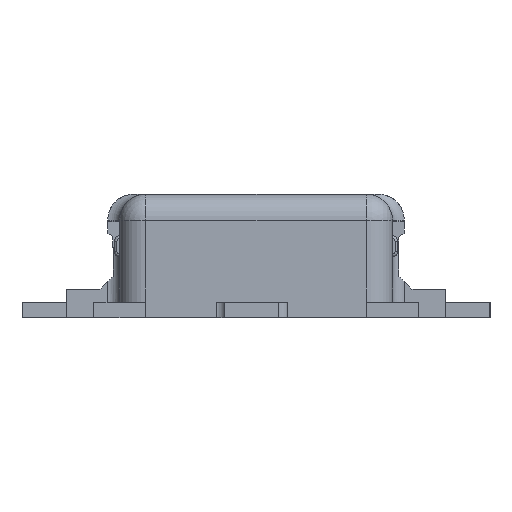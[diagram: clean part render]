
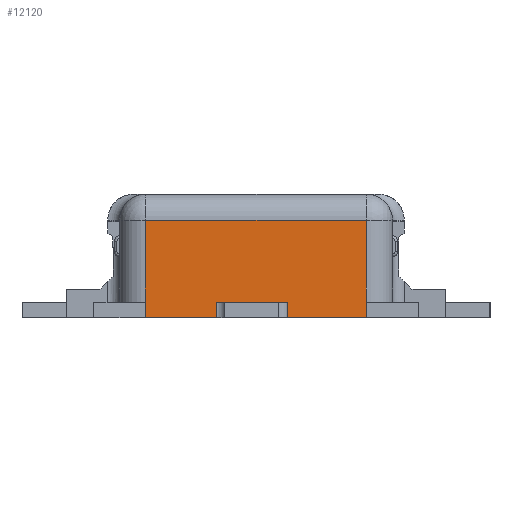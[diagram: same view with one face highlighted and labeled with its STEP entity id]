
A CAD part, left-side view. The second image highlights one B-rep face of the part: STEP entity #12120.
In plain terms, the highlighted planar face has unit normal (-1, 0, 0).
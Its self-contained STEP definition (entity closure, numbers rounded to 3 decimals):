
#1198=DIRECTION('',(0.,0.,1.));
#1199=VECTOR('',#1198,0.315);
#1200=CARTESIAN_POINT('',(-4.13,-0.425,0.06));
#1201=LINE('',#1200,#1199);
#1206=DIRECTION('',(0.,0.,-1.));
#1207=VECTOR('',#1206,0.06);
#1208=CARTESIAN_POINT('',(-4.13,-0.425,0.06));
#1209=LINE('',#1208,#1207);
#1210=DIRECTION('',(0.,1.,0.));
#1211=VECTOR('',#1210,0.305);
#1212=CARTESIAN_POINT('',(-4.13,-0.425,0.));
#1213=LINE('',#1212,#1211);
#1214=DIRECTION('',(0.,1.,0.));
#1215=VECTOR('',#1214,0.273);
#1216=CARTESIAN_POINT('',(-4.13,0.152,0.));
#1217=LINE('',#1216,#1215);
#1222=DIRECTION('',(0.,0.,-1.));
#1223=VECTOR('',#1222,0.315);
#1224=CARTESIAN_POINT('',(-4.13,0.425,0.375));
#1225=LINE('',#1224,#1223);
#4110=DIRECTION('',(0.,1.,0.));
#4111=VECTOR('',#4110,0.85);
#4112=CARTESIAN_POINT('',(-4.13,-0.425,0.375));
#4113=LINE('',#4112,#4111);
#7002=DIRECTION('',(0.,0.,-1.));
#7003=VECTOR('',#7002,0.06);
#7004=CARTESIAN_POINT('',(-4.13,0.425,0.06));
#7005=LINE('',#7004,#7003);
#7115=DIRECTION('',(0.,0.,-1.));
#7116=VECTOR('',#7115,0.06);
#7117=CARTESIAN_POINT('',(-4.13,-0.12,0.06));
#7118=LINE('',#7117,#7116);
#7123=DIRECTION('',(0.,0.,1.));
#7124=VECTOR('',#7123,0.06);
#7125=CARTESIAN_POINT('',(-4.13,0.152,0.));
#7126=LINE('',#7125,#7124);
#7145=DIRECTION('',(0.,-1.,0.));
#7146=VECTOR('',#7145,0.272);
#7147=CARTESIAN_POINT('',(-4.13,0.152,0.06));
#7148=LINE('',#7147,#7146);
#8497=CARTESIAN_POINT('',(-4.13,0.425,0.));
#8498=VERTEX_POINT('',#8497);
#8499=CARTESIAN_POINT('',(-4.13,0.152,0.));
#8500=VERTEX_POINT('',#8499);
#8505=CARTESIAN_POINT('',(-4.13,-0.12,0.));
#8506=VERTEX_POINT('',#8505);
#8507=CARTESIAN_POINT('',(-4.13,-0.425,0.));
#8508=VERTEX_POINT('',#8507);
#10008=CARTESIAN_POINT('',(-4.13,0.425,0.375));
#10009=VERTEX_POINT('',#10008);
#10010=CARTESIAN_POINT('',(-4.13,0.425,0.06));
#10011=VERTEX_POINT('',#10010);
#10012=CARTESIAN_POINT('',(-4.13,-0.425,0.375));
#10013=VERTEX_POINT('',#10012);
#10014=CARTESIAN_POINT('',(-4.13,-0.425,0.06));
#10015=VERTEX_POINT('',#10014);
#10016=CARTESIAN_POINT('',(-4.13,-0.12,0.06));
#10017=VERTEX_POINT('',#10016);
#10018=CARTESIAN_POINT('',(-4.13,0.152,0.06));
#10019=VERTEX_POINT('',#10018);
#12096=CARTESIAN_POINT('',(-4.13,0.57,0.));
#12097=DIRECTION('',(-1.,0.,0.));
#12098=DIRECTION('',(0.,-1.,0.));
#12099=AXIS2_PLACEMENT_3D('',#12096,#12097,#12098);
#12100=PLANE('',#12099);
#12102=ORIENTED_EDGE('',*,*,#12101,.F.);
#12104=ORIENTED_EDGE('',*,*,#12103,.F.);
#12105=ORIENTED_EDGE('',*,*,#12086,.F.);
#12107=ORIENTED_EDGE('',*,*,#12106,.T.);
#12108=ORIENTED_EDGE('',*,*,#11107,.T.);
#12110=ORIENTED_EDGE('',*,*,#12109,.F.);
#12112=ORIENTED_EDGE('',*,*,#12111,.F.);
#12114=ORIENTED_EDGE('',*,*,#12113,.F.);
#12115=ORIENTED_EDGE('',*,*,#11099,.T.);
#12117=ORIENTED_EDGE('',*,*,#12116,.F.);
#12118=EDGE_LOOP('',(#12102,#12104,#12105,#12107,#12108,#12110,#12112,#12114,
#12115,#12117));
#12119=FACE_OUTER_BOUND('',#12118,.F.);
#12120=ADVANCED_FACE('',(#12119),#12100,.T.);
#11099=EDGE_CURVE('',#8500,#8498,#1217,.T.);
#11107=EDGE_CURVE('',#8508,#8506,#1213,.T.);
#12086=EDGE_CURVE('',#10015,#10013,#1201,.T.);
#12101=EDGE_CURVE('',#10009,#10011,#1225,.T.);
#12103=EDGE_CURVE('',#10013,#10009,#4113,.T.);
#12106=EDGE_CURVE('',#10015,#8508,#1209,.T.);
#12109=EDGE_CURVE('',#10017,#8506,#7118,.T.);
#12111=EDGE_CURVE('',#10019,#10017,#7148,.T.);
#12113=EDGE_CURVE('',#8500,#10019,#7126,.T.);
#12116=EDGE_CURVE('',#10011,#8498,#7005,.T.);
